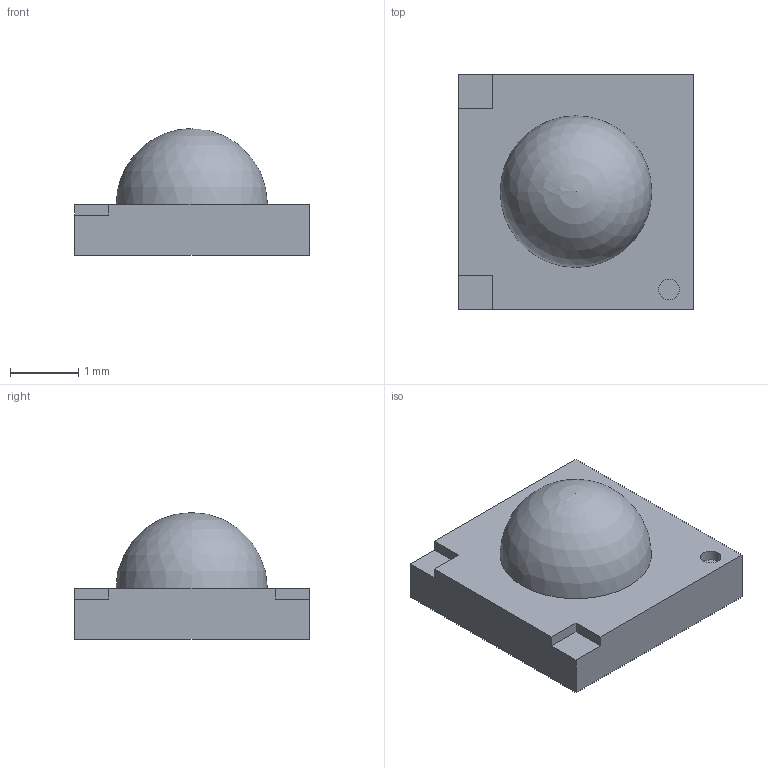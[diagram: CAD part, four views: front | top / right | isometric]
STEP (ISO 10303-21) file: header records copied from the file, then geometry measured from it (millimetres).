
FILE_DESCRIPTION(/* description */ (''),/* implementation_level */ '2;1');
FILE_NAME(/* name */ 'CREE_XPE_AG.step',/* time_stamp */ '2022-08-25T11:03:25-04:00',/* author */ (''),/* organization */ (''),/* preprocessor_version */ 'ST-DEVELOPER v19',/* originating_system */ 'Autodesk Translation Framework v11.7.0.108',/* authorisation */ '');
FILE_SCHEMA (('AUTOMOTIVE_DESIGN { 1 0 10303 214 3 1 1 }'));
Length unit declared in the file: millimetre
Products named in the file (1): CREE_XPE_AG
Bounding box: 3.44 x 3.44 x 1.86 mm (x, y, z)
Volume: 11.6 mm3; surface area: 38 mm2
Topology: 1 solids, 1 shells, 15 faces, 36 edges, 24 vertices
Faces by surface type: plane 13, sphere 1, cylinder 1
Full cylindrical faces by diameter (mm): 0.301 x1
Entity records: 462 total; most frequent: CARTESIAN_POINT 75, DIRECTION 71, ORIENTED_EDGE 70, EDGE_CURVE 35, LINE 31, VECTOR 31, VERTEX_POINT 24, AXIS2_PLACEMENT_3D 20
